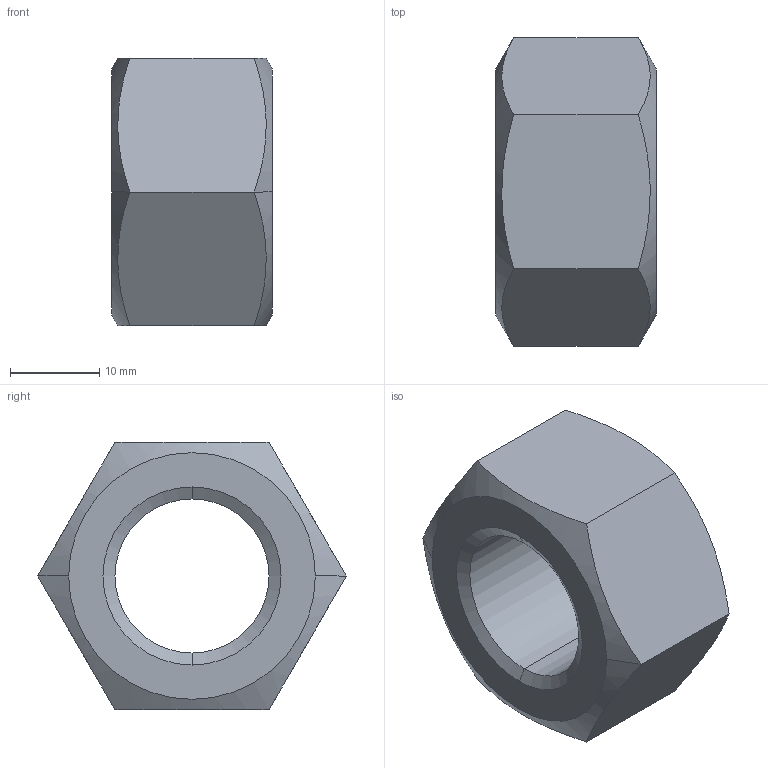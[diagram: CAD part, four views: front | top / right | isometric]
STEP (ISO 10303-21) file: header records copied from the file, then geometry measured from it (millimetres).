
FILE_DESCRIPTION (( 'STEP AP203' ), '1' );
FILE_NAME ('DIN EN 24032 M20.stp_Default_sldprt.STEP', '2024-04-16T11:02:25', ( '' ), ( '' ), 'SwSTEP 2.0', 'SolidWorks 2023', '' );
FILE_SCHEMA (( 'CONFIG_CONTROL_DESIGN' ));
Length unit declared in the file: millimetre
Products named in the file (1): DIN EN 24032 M20.stp_Default_sldprt
Bounding box: 18 x 34.64 x 30 mm (x, y, z)
Volume: 9516.3 mm3; surface area: 3698.3 mm2
Topology: 1 solids, 1 shells, 18 faces, 40 edges, 24 vertices
Faces by surface type: cone 8, plane 8, bspline 2
Entity records: 585 total; most frequent: CARTESIAN_POINT 143, ORIENTED_EDGE 80, DIRECTION 72, EDGE_CURVE 40, AXIS2_PLACEMENT_3D 29, VERTEX_POINT 24, EDGE_LOOP 20, ADVANCED_FACE 18
